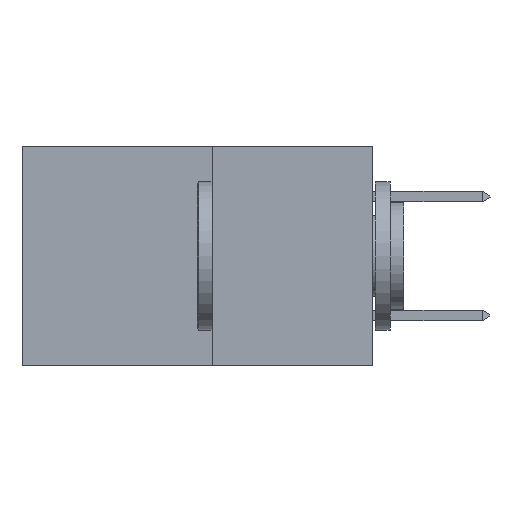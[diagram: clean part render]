
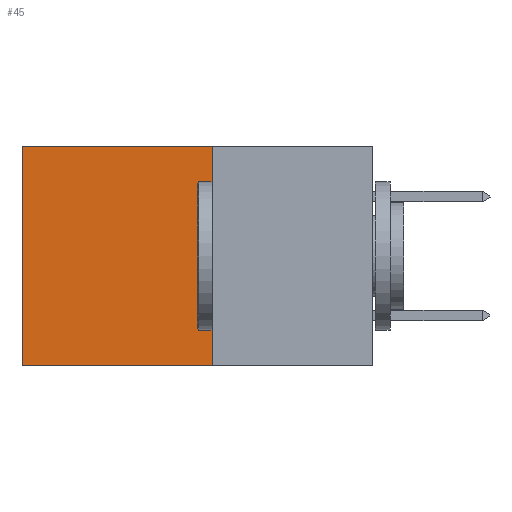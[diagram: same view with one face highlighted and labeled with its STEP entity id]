
A CAD part, left-side view. The second image highlights one B-rep face of the part: STEP entity #45.
In plain terms, the highlighted planar face has unit normal (-1, 0, 0).
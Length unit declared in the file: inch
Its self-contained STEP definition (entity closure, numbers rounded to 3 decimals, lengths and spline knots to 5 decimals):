
#45 = ADVANCED_FACE ( 'NONE', ( #1533 ), #6462, .F. ) ;
#137 = LINE ( 'NONE', #7656, #4365 ) ;
#264 = EDGE_LOOP ( 'NONE', ( #2018, #6445, #4661, #4904 ) ) ;
#1012 = CARTESIAN_POINT ( 'NONE',  ( 0.277, 0.27, 0. ) ) ;
#1533 = FACE_OUTER_BOUND ( 'NONE', #264, .T. ) ;
#1923 = VERTEX_POINT ( 'NONE', #9660 ) ;
#1929 = DIRECTION ( 'NONE',  ( 0., 1., 0. ) ) ;
#2018 = ORIENTED_EDGE ( 'NONE', *, *, #8131, .T. ) ;
#2042 = LINE ( 'NONE', #5416, #5992 ) ;
#2781 = CARTESIAN_POINT ( 'NONE',  ( 0.277, 0.27, -0.37 ) ) ;
#3037 = DIRECTION ( 'NONE',  ( 0., 0., -1. ) ) ;
#3659 = VERTEX_POINT ( 'NONE', #8435 ) ;
#3793 = VERTEX_POINT ( 'NONE', #7193 ) ;
#3810 = AXIS2_PLACEMENT_3D ( 'NONE', #6397, #7073, #7131 ) ;
#3919 = EDGE_CURVE ( 'NONE', #1923, #6231, #2042, .T. ) ;
#4343 = CARTESIAN_POINT ( 'NONE',  ( 0.277, 0.27, -0.37 ) ) ;
#4365 = VECTOR ( 'NONE', #3037, 39.37008 ) ;
#4660 = VECTOR ( 'NONE', #1929, 39.37008 ) ;
#4661 = ORIENTED_EDGE ( 'NONE', *, *, #3919, .F. ) ;
#4769 = LINE ( 'NONE', #1012, #8571 ) ;
#4904 = ORIENTED_EDGE ( 'NONE', *, *, #6192, .T. ) ;
#5346 = EDGE_CURVE ( 'NONE', #6231, #3793, #6677, .T. ) ;
#5396 = DIRECTION ( 'NONE',  ( 0., 0., -1. ) ) ;
#5416 = CARTESIAN_POINT ( 'NONE',  ( 0.277, 0.27, -0.37 ) ) ;
#5992 = VECTOR ( 'NONE', #5396, 39.37008 ) ;
#6192 = EDGE_CURVE ( 'NONE', #1923, #3659, #4769, .T. ) ;
#6231 = VERTEX_POINT ( 'NONE', #2781 ) ;
#6397 = CARTESIAN_POINT ( 'NONE',  ( 0.277, 0.27, -0.37 ) ) ;
#6445 = ORIENTED_EDGE ( 'NONE', *, *, #5346, .F. ) ;
#6462 = PLANE ( 'NONE',  #3810 ) ;
#6599 = DIRECTION ( 'NONE',  ( 0., 1., 0. ) ) ;
#6677 = LINE ( 'NONE', #4343, #4660 ) ;
#7073 = DIRECTION ( 'NONE',  ( 1., 0., 0. ) ) ;
#7131 = DIRECTION ( 'NONE',  ( 0., 0., -1. ) ) ;
#7193 = CARTESIAN_POINT ( 'NONE',  ( 0.277, 0.59, -0.37 ) ) ;
#7656 = CARTESIAN_POINT ( 'NONE',  ( 0.277, 0.59, -0.37 ) ) ;
#8131 = EDGE_CURVE ( 'NONE', #3659, #3793, #137, .T. ) ;
#8435 = CARTESIAN_POINT ( 'NONE',  ( 0.277, 0.59, 0. ) ) ;
#8571 = VECTOR ( 'NONE', #6599, 39.37008 ) ;
#9660 = CARTESIAN_POINT ( 'NONE',  ( 0.277, 0.27, 0. ) ) ;
